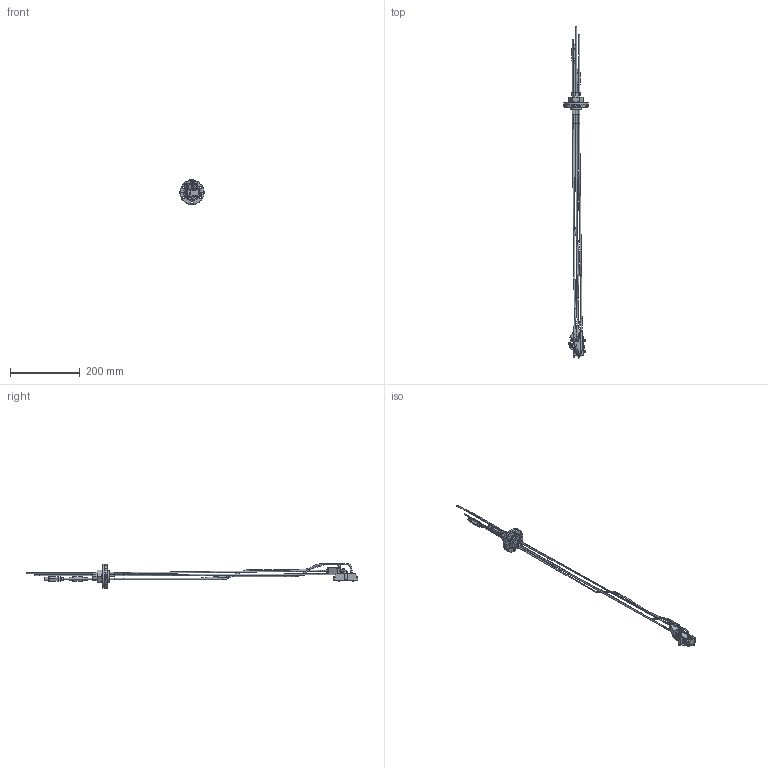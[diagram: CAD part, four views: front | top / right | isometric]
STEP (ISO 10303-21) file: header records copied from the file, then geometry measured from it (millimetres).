
FILE_DESCRIPTION(/* description */ ('Cool Drawer Standard Dual Sensor (CDD-AF47)'),/* implementation_level */ '2;1');
FILE_NAME(/* name */ 'CDD-AF47 - Cool Drawer Standard Dual Sensor (Outline Model rev.A).stp',/* time_stamp */ '2020-01-09T08:44:53-05:00',/* author */ ('Joel Plasencia'),/* organization */ ('INFICON'),/* preprocessor_version */ 'ST-DEVELOPER v16',/* originating_system */ 'SIEMENS PLM Software NX 10.0',/* authorisation */ 'Copyright© 2020 INFICON - ALL RIGHTS RESERVED');
FILE_SCHEMA (('AUTOMOTIVE_DESIGN { 1 0 10303 214 3 1 1 1 }'));
Products named in the file (1): CDD-AF47_A
Bounding box: 69.34 x 951.83 x 71.54 mm (x, y, z)
Volume: 146300.7 mm3; surface area: 113239.4 mm2
Topology: 22 solids, 29 shells, 2360 faces, 5517 edges, 3315 vertices
Faces by surface type: plane 1609, cylinder 560, cone 135, torus 19, bspline 15, extrusion 10, sphere 8, revolution 4
Full cylindrical faces by diameter (mm): 1.27 x1, 1.778 x2, 1.816 x1, 1.902 x1, 2.032 x2, 2.08 x1, 2.156 x1, 2.159 x3, 2.184 x1, 2.261 x6, 2.286 x3, 2.362 x2, 2.845 x9, 3.175 x21, 3.195 x1, 3.302 x4, 3.34 x5, 3.772 x1, 3.835 x2, 3.962 x5, 3.981 x2, 4.191 x3, 4.216 x1, 4.293 x1, 4.369 x1, 4.42 x1, 4.445 x4, 4.648 x1, 4.762 x5, 5.08 x2
Entity records: 70579 total; most frequent: CARTESIAN_POINT 16596, DIRECTION 11458, ORIENTED_EDGE 10406, EDGE_CURVE 5203, AXIS2_PLACEMENT_3D 4230, VERTEX_POINT 3246, VECTOR 2994, LINE 2984
